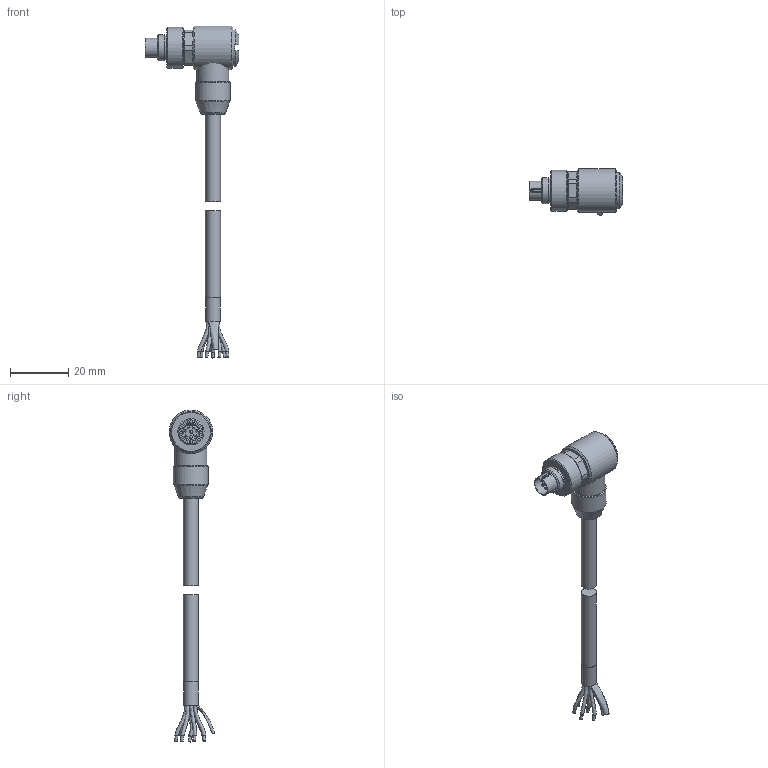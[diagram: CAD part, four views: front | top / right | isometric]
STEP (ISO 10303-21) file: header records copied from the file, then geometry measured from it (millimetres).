
FILE_DESCRIPTION(/* description */ (''),/* implementation_level */ '2;1');
FILE_NAME(/* name */ 'ipf_z3d_VKSI0313.stp',/* time_stamp */ '2018-03-12T10:09:29+01:00',/* author */ ('galensa'),/* organization */ (''),/* preprocessor_version */ 'ST-DEVELOPER v15.2',/* originating_system */ 'Autodesk Inventor 2014',/* authorisation */ '');
FILE_SCHEMA (('AUTOMOTIVE_DESIGN { 1 0 10303 214 3 1 1 }'));
Length unit declared in the file: millimetre
Products named in the file (1): ipf_z3d_VKSI0313
Bounding box: 32.1 x 15.74 x 114.05 mm (x, y, z)
Volume: 7096.7 mm3; surface area: 4288.5 mm2
Topology: 2 solids, 2 shells, 163 faces, 350 edges, 221 vertices
Faces by surface type: plane 66, cylinder 44, cone 25, bspline 14, sphere 10, torus 4
Full cylindrical faces by diameter (mm): 0.85 x8, 0.9 x8, 5 x1, 5.2 x2, 6 x1, 6.6 x1, 7.5 x1, 8.3 x1, 9 x1, 11 x1, 11.6 x1, 12 x1, 12.5 x1, 14 x1, 15 x1
Entity records: 6125 total; most frequent: CARTESIAN_POINT 2786, DIRECTION 624, ORIENTED_EDGE 552, EDGE_CURVE 276, AXIS2_PLACEMENT_3D 271, EDGE_LOOP 243, VERTEX_POINT 197, STYLED_ITEM 165
